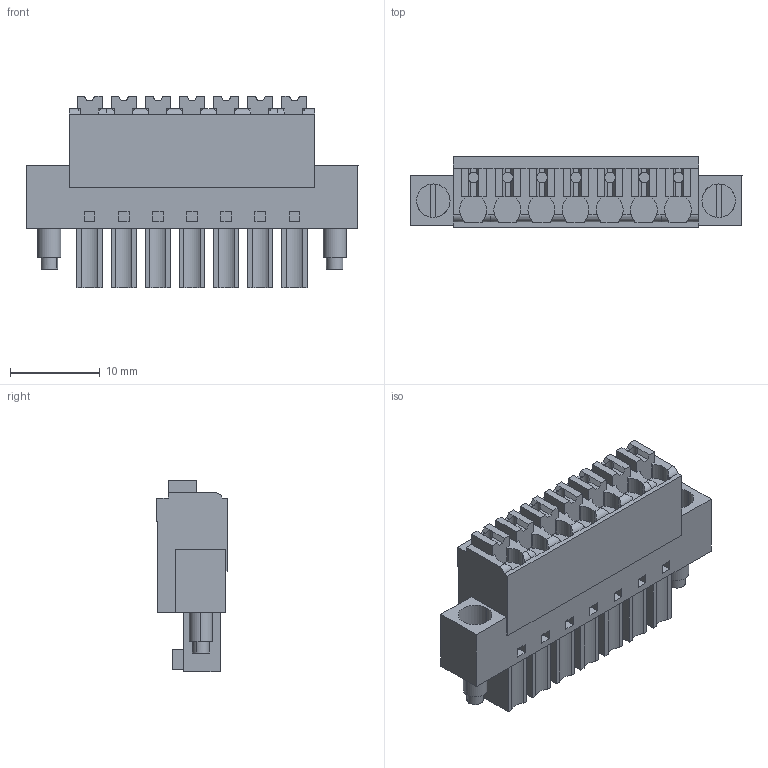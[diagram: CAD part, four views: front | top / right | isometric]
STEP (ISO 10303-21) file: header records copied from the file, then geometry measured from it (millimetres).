
FILE_DESCRIPTION(('CATIA V5 STEP Exchange','CAx-IF Rec.Pracs.--- Model Styling and Organization---1.2---2011-12-15'),'2;1');
FILE_NAME ('D1460681_0', '2017-07-25T13:28:26+00:00', ('none'), ('Weidmueller'), 'CATIA Version 5-6 Release 2014', 'CATIA V5 STEP AP214', 'none');
FILE_SCHEMA(('AUTOMOTIVE_DESIGN { 1 0 10303 214 1 1 1 1 }'));
Length unit declared in the file: millimetre
Products named in the file (1): 1970440000
Bounding box: 37.06 x 7.9 x 21.4 mm (x, y, z)
Volume: 3592 mm3; surface area: 3398.5 mm2
Topology: 10 solids, 10 shells, 473 faces, 1249 edges, 830 vertices
Faces by surface type: plane 373, cylinder 100
Entity records: 14253 total; most frequent: CARTESIAN_POINT 2778, ORIENTED_EDGE 2498, DIRECTION 1806, EDGE_CURVE 1249, VECTOR 987, LINE 987, VERTEX_POINT 830, EDGE_LOOP 525
